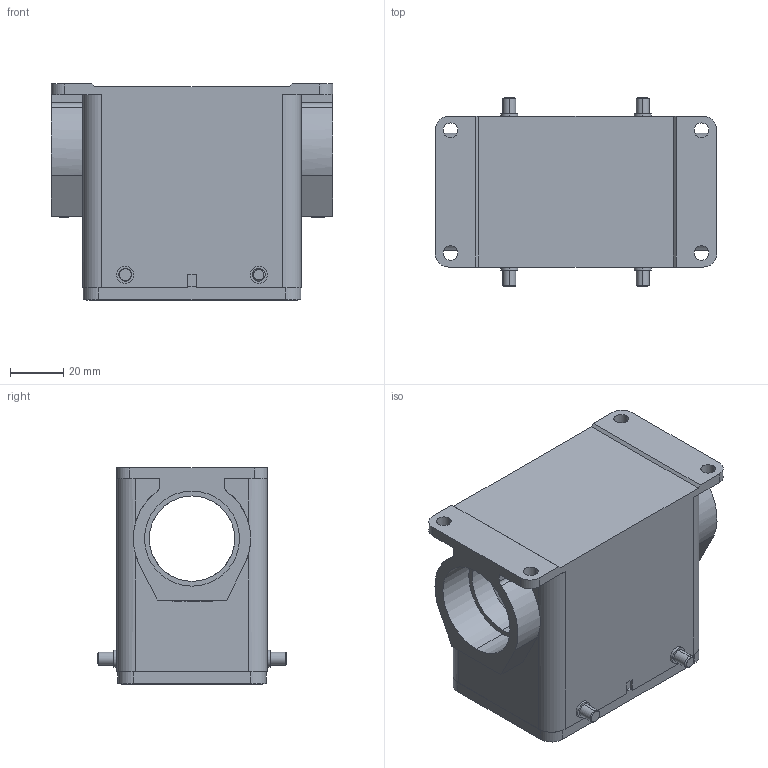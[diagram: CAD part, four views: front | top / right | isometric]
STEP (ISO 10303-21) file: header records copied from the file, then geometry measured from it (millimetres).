
FILE_DESCRIPTION(/* description */ (''),/* implementation_level */ '2;1');
FILE_NAME(/* name */ '3D_1100322301032_H32A-SF-4B-2PG29_V1.1.stp',/* time_stamp */ '2023-12-05T15:04:48+08:00',/* author */ (''),/* organization */ (''),/* preprocessor_version */ 'ST-DEVELOPER v18.1',/* originating_system */ 'SIEMENS PLM Software NX 1980',/* authorisation */ '');
FILE_SCHEMA (('AUTOMOTIVE_DESIGN { 1 0 10303 214 3 1 1 1 }'));
Length unit declared in the file: millimetre
Products named in the file (1): 3D_1100322301012_H32A-SF-4B-PG29_V1.1_stp
Bounding box: 105.5 x 71.1 x 81 mm (x, y, z)
Volume: 124757.2 mm3; surface area: 58505.5 mm2
Topology: 1 solids, 3 shells, 357 faces, 920 edges, 596 vertices
Faces by surface type: plane 179, cylinder 154, cone 8, torus 8, sphere 4, bspline 4
Full cylindrical faces by diameter (mm): 35.6 x1
Entity records: 11135 total; most frequent: CARTESIAN_POINT 2395, ORIENTED_EDGE 1830, DIRECTION 1817, EDGE_CURVE 915, AXIS2_PLACEMENT_3D 674, VERTEX_POINT 596, LINE 469, VECTOR 469
